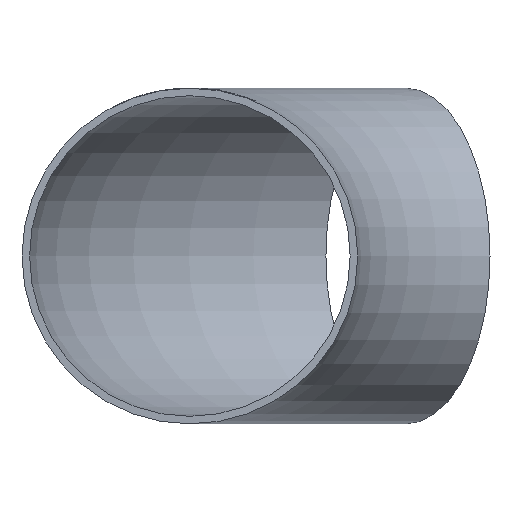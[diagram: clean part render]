
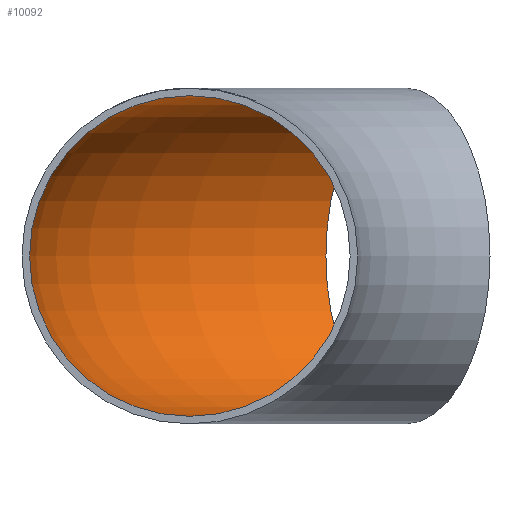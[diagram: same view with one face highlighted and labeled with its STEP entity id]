
A CAD part, front view. The second image highlights one B-rep face of the part: STEP entity #10092.
In plain terms, the highlighted toroidal (fillet/blend) face has major radius 114.5 mm and minor radius 42.45 mm.
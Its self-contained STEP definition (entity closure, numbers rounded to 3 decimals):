
#1503 = EDGE_CURVE ( 'NONE', #21970, #21970, #12815, .T. ) ;
#1815 = VERTEX_POINT ( 'NONE', #10558 ) ;
#2283 = FACE_OUTER_BOUND ( 'NONE', #17809, .T. ) ;
#2518 = DIRECTION ( 'NONE',  ( 0., 1., 0. ) ) ;
#3201 = AXIS2_PLACEMENT_3D ( 'NONE', #21405, #14845, #4082 ) ;
#4082 = DIRECTION ( 'NONE',  ( -0.5, 0.866, 0. ) ) ;
#10092 = ADVANCED_FACE ( 'NONE', ( #2283, #26027 ), #16371, .F. ) ;
#10435 = AXIS2_PLACEMENT_3D ( 'NONE', #19750, #10754, #26598 ) ;
#10558 = CARTESIAN_POINT ( 'NONE',  ( -114.5, 0., 42.45 ) ) ;
#10754 = DIRECTION ( 'NONE',  ( 0., 0., -1. ) ) ;
#12815 = CIRCLE ( 'NONE', #3201, 42.45 ) ;
#13425 = ORIENTED_EDGE ( 'NONE', *, *, #1503, .T. ) ;
#13702 = CARTESIAN_POINT ( 'NONE',  ( -114.5, 0., 0. ) ) ;
#14845 = DIRECTION ( 'NONE',  ( 0.866, 0.5, 0. ) ) ;
#16371 = TOROIDAL_SURFACE ( 'NONE', #10435, 114.5, 42.45 ) ;
#17809 = EDGE_LOOP ( 'NONE', ( #13425 ) ) ;
#19306 = CIRCLE ( 'NONE', #20677, 42.45 ) ;
#19750 = CARTESIAN_POINT ( 'NONE',  ( 0., 0., 0. ) ) ;
#20677 = AXIS2_PLACEMENT_3D ( 'NONE', #13702, #2518, #24956 ) ;
#21405 = CARTESIAN_POINT ( 'NONE',  ( -57.25, 99.16, 0. ) ) ;
#21970 = VERTEX_POINT ( 'NONE', #24103 ) ;
#24103 = CARTESIAN_POINT ( 'NONE',  ( -78.475, 135.923, 0. ) ) ;
#24361 = EDGE_CURVE ( 'NONE', #1815, #1815, #19306, .T. ) ;
#24956 = DIRECTION ( 'NONE',  ( 0., 0., 1. ) ) ;
#25953 = ORIENTED_EDGE ( 'NONE', *, *, #24361, .F. ) ;
#26027 = FACE_OUTER_BOUND ( 'NONE', #27767, .T. ) ;
#26598 = DIRECTION ( 'NONE',  ( -1., 0., 0. ) ) ;
#27767 = EDGE_LOOP ( 'NONE', ( #25953 ) ) ;
